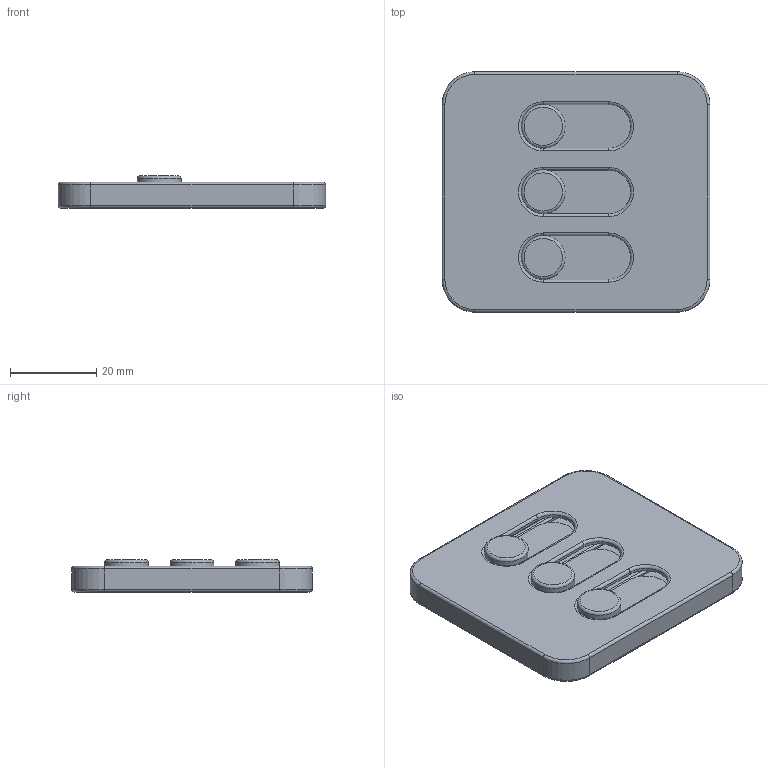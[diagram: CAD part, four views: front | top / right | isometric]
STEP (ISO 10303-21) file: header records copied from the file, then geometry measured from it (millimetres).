
FILE_DESCRIPTION(/* description */ ('STEP AP214'),/* implementation_level */ '2;1');
FILE_NAME(/* name */ '67a214bea8e3a521035d23b3',/* time_stamp */ '2025-02-04T13:23:10Z',/* author */ (''),/* organization */ (''),/* preprocessor_version */ 'ST-DEVELOPER v20',/* originating_system */ 'ONSHAPE BY PTC INC, 1.193',/* authorisation */ ' ');
FILE_SCHEMA (('AUTOMOTIVE_DESIGN {1 0 10303 214 3 1 1}'));
Length unit declared in the file: metre
Products named in the file (5): Part 2; Part 4; Part 5; Part 1; Part 3
Bounding box: 62.23 x 55.88 x 7.49 mm (x, y, z)
Volume: 14172.6 mm3; surface area: 17571 mm2
Topology: 5 solids, 5 shells, 234 faces, 557 edges, 355 vertices
Faces by surface type: plane 110, cylinder 89, torus 29, cone 6
Full cylindrical faces by diameter (mm): 2.286 x6, 10.16 x3
Entity records: 6840 total; most frequent: DIRECTION 1236, CARTESIAN_POINT 1127, ORIENTED_EDGE 1072, EDGE_CURVE 536, AXIS2_PLACEMENT_3D 461, VERTEX_POINT 352, LINE 314, VECTOR 314
